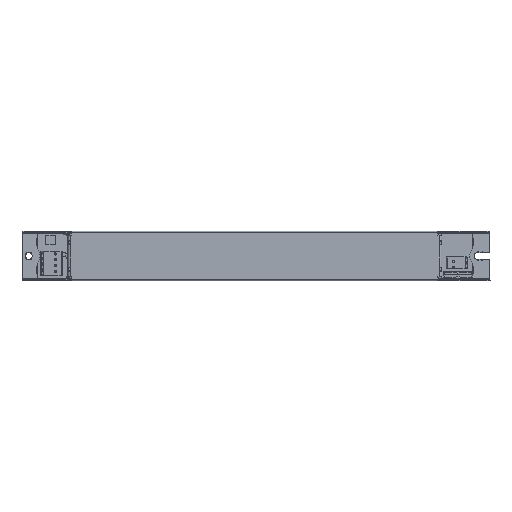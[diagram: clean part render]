
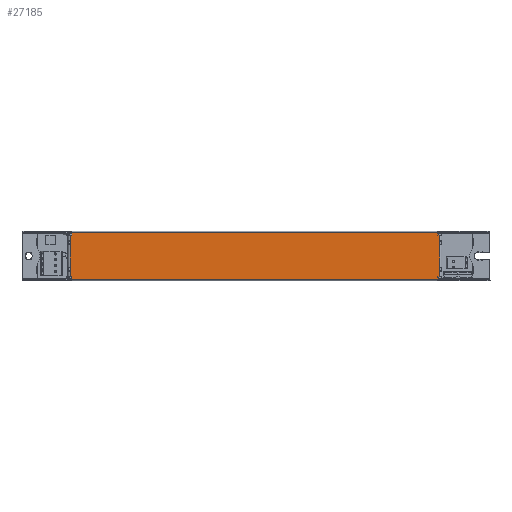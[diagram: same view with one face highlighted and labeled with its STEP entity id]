
A CAD part, top view. The second image highlights one B-rep face of the part: STEP entity #27185.
In plain terms, the highlighted planar face has unit normal (0, 0, 1).
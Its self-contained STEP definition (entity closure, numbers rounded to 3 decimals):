
#1904=FACE_OUTER_BOUND($,#3508,.T.);
#3508=EDGE_LOOP($,(#20409,#20410,#20411,#20412,#20413,#20414,#20415,#20416,
#20417,#20418,#20419,#20420,#20421,#20422,#20423,#20424,#20425,#20426,#20427,
#20428));
#5665=LINE($,#43618,#8106);
#5666=LINE($,#43621,#8107);
#5667=LINE($,#43629,#8108);
#5668=LINE($,#43632,#8109);
#5670=LINE($,#43642,#8111);
#5673=LINE($,#43654,#8114);
#5984=LINE($,#44572,#8425);
#5994=LINE($,#44591,#8435);
#5997=LINE($,#44602,#8438);
#5998=LINE($,#44604,#8439);
#5999=LINE($,#44606,#8440);
#6000=LINE($,#44607,#8441);
#6001=LINE($,#44609,#8442);
#6002=LINE($,#44611,#8443);
#6003=LINE($,#44613,#8444);
#6004=LINE($,#44614,#8445);
#8106=VECTOR($,#33450,0.381);
#8107=VECTOR($,#33453,0.381);
#8108=VECTOR($,#33458,1.463);
#8109=VECTOR($,#33461,0.381);
#8111=VECTOR($,#33467,1.463);
#8114=VECTOR($,#33474,0.381);
#8425=VECTOR($,#34357,0.104);
#8435=VECTOR($,#34381,0.104);
#8438=VECTOR($,#34396,0.104);
#8439=VECTOR($,#34397,0.13);
#8440=VECTOR($,#34398,21.9);
#8441=VECTOR($,#34399,0.13);
#8442=VECTOR($,#34400,0.104);
#8443=VECTOR($,#34401,0.13);
#8444=VECTOR($,#34402,21.9);
#8445=VECTOR($,#34403,0.13);
#9673=CIRCLE($,#28879,0.11);
#9676=CIRCLE($,#28884,0.11);
#9679=CIRCLE($,#28889,0.11);
#9682=CIRCLE($,#28894,0.11);
#11438=VERTEX_POINT($,#43047);
#11441=VERTEX_POINT($,#43115);
#11448=VERTEX_POINT($,#43193);
#11451=VERTEX_POINT($,#43261);
#11458=VERTEX_POINT($,#43339);
#11461=VERTEX_POINT($,#43407);
#11468=VERTEX_POINT($,#43485);
#11471=VERTEX_POINT($,#43553);
#11481=VERTEX_POINT($,#43616);
#11482=VERTEX_POINT($,#43620);
#11484=VERTEX_POINT($,#43631);
#11489=VERTEX_POINT($,#43652);
#11730=VERTEX_POINT($,#44571);
#11732=VERTEX_POINT($,#44590);
#11734=VERTEX_POINT($,#44601);
#11735=VERTEX_POINT($,#44603);
#11736=VERTEX_POINT($,#44605);
#11737=VERTEX_POINT($,#44608);
#11738=VERTEX_POINT($,#44610);
#11739=VERTEX_POINT($,#44612);
#14354=EDGE_CURVE($,#11438,#11441,#9673,.T.);
#14369=EDGE_CURVE($,#11448,#11451,#9676,.T.);
#14384=EDGE_CURVE($,#11458,#11461,#9679,.T.);
#14399=EDGE_CURVE($,#11468,#11471,#9682,.T.);
#14412=EDGE_CURVE($,#11461,#11481,#5665,.T.);
#14413=EDGE_CURVE($,#11482,#11448,#5666,.T.);
#14416=EDGE_CURVE($,#11451,#11458,#5667,.T.);
#14417=EDGE_CURVE($,#11484,#11468,#5668,.T.);
#14421=EDGE_CURVE($,#11471,#11438,#5670,.T.);
#14426=EDGE_CURVE($,#11441,#11489,#5673,.T.);
#14855=EDGE_CURVE($,#11730,#11482,#5984,.T.);
#14865=EDGE_CURVE($,#11732,#11484,#5994,.T.);
#14868=EDGE_CURVE($,#11489,#11734,#5997,.T.);
#14869=EDGE_CURVE($,#11734,#11735,#5998,.T.);
#14870=EDGE_CURVE($,#11736,#11735,#5999,.T.);
#14871=EDGE_CURVE($,#11736,#11730,#6000,.T.);
#14872=EDGE_CURVE($,#11481,#11737,#6001,.T.);
#14873=EDGE_CURVE($,#11737,#11738,#6002,.T.);
#14874=EDGE_CURVE($,#11738,#11739,#6003,.T.);
#14875=EDGE_CURVE($,#11739,#11732,#6004,.T.);
#20409=ORIENTED_EDGE($,*,*,#14354,.T.);
#20410=ORIENTED_EDGE($,*,*,#14426,.T.);
#20411=ORIENTED_EDGE($,*,*,#14868,.T.);
#20412=ORIENTED_EDGE($,*,*,#14869,.T.);
#20413=ORIENTED_EDGE($,*,*,#14870,.F.);
#20414=ORIENTED_EDGE($,*,*,#14871,.T.);
#20415=ORIENTED_EDGE($,*,*,#14855,.T.);
#20416=ORIENTED_EDGE($,*,*,#14413,.T.);
#20417=ORIENTED_EDGE($,*,*,#14369,.T.);
#20418=ORIENTED_EDGE($,*,*,#14416,.T.);
#20419=ORIENTED_EDGE($,*,*,#14384,.T.);
#20420=ORIENTED_EDGE($,*,*,#14412,.T.);
#20421=ORIENTED_EDGE($,*,*,#14872,.T.);
#20422=ORIENTED_EDGE($,*,*,#14873,.T.);
#20423=ORIENTED_EDGE($,*,*,#14874,.T.);
#20424=ORIENTED_EDGE($,*,*,#14875,.T.);
#20425=ORIENTED_EDGE($,*,*,#14865,.T.);
#20426=ORIENTED_EDGE($,*,*,#14417,.T.);
#20427=ORIENTED_EDGE($,*,*,#14399,.T.);
#20428=ORIENTED_EDGE($,*,*,#14421,.T.);
#24544=PLANE($,#29208);
#27185=ADVANCED_FACE($,(#1904),#24544,.T.);
#28879=AXIS2_PLACEMENT_3D($,#43146,#33374,#33375);
#28884=AXIS2_PLACEMENT_3D($,#43292,#33392,#33393);
#28889=AXIS2_PLACEMENT_3D($,#43438,#33410,#33411);
#28894=AXIS2_PLACEMENT_3D($,#43584,#33428,#33429);
#29208=AXIS2_PLACEMENT_3D($,#44600,#34394,#34395);
#33374=DIRECTION('center_axis',(0.,0.,
-1.));
#33375=DIRECTION('ref_axis',(1.,0.,0.));
#33392=DIRECTION('center_axis',(0.,0.,
-1.));
#33393=DIRECTION('ref_axis',(1.,0.,0.));
#33410=DIRECTION('center_axis',(0.,0.,
-1.));
#33411=DIRECTION('ref_axis',(1.,0.,0.));
#33428=DIRECTION('center_axis',(0.,0.,
-1.));
#33429=DIRECTION('ref_axis',(1.,0.,0.));
#33450=DIRECTION($,(0.,1.,0.));
#33453=DIRECTION($,(0.,1.,0.));
#33458=DIRECTION($,(0.,1.,0.));
#33461=DIRECTION($,(0.,-1.,0.));
#33467=DIRECTION($,(0.,-1.,0.));
#33474=DIRECTION($,(0.,-1.,0.));
#34357=DIRECTION($,(1.,0.,0.));
#34381=DIRECTION($,(-1.,0.,0.));
#34394=DIRECTION('center_axis',(0.,0.,
1.));
#34395=DIRECTION('ref_axis',(-1.,0.,0.));
#34396=DIRECTION($,(1.,0.,0.));
#34397=DIRECTION($,(0.,-1.,0.));
#34398=DIRECTION($,(-1.,0.,0.));
#34399=DIRECTION($,(0.,1.,0.));
#34400=DIRECTION($,(-1.,0.,0.));
#34401=DIRECTION($,(0.,1.,0.));
#34402=DIRECTION($,(-1.,0.,0.));
#34403=DIRECTION($,(0.,-1.,0.));
#43047=CARTESIAN_POINT('',(-8.458,5.191,-3.406));
#43115=CARTESIAN_POINT('',(-8.458,5.054,-3.406));
#43146=CARTESIAN_POINT('Origin',(-8.544,5.123,-3.406));
#43193=CARTESIAN_POINT('',(13.65,5.054,-3.406));
#43261=CARTESIAN_POINT('',(13.65,5.191,-3.406));
#43292=CARTESIAN_POINT('Origin',(13.736,5.123,-3.406));
#43339=CARTESIAN_POINT('',(13.65,6.654,-3.406));
#43407=CARTESIAN_POINT('',(13.65,6.791,-3.406));
#43438=CARTESIAN_POINT('Origin',(13.736,6.723,-3.406));
#43485=CARTESIAN_POINT('',(-8.458,6.791,-3.406));
#43553=CARTESIAN_POINT('',(-8.458,6.654,-3.406));
#43584=CARTESIAN_POINT('Origin',(-8.544,6.723,-3.406));
#43616=CARTESIAN_POINT('',(13.65,7.173,-3.406));
#43618=CARTESIAN_POINT($,(13.65,5.988,-3.406));
#43620=CARTESIAN_POINT('',(13.65,4.673,-3.406));
#43621=CARTESIAN_POINT($,(13.65,5.988,-3.406));
#43629=CARTESIAN_POINT($,(13.65,5.988,-3.406));
#43631=CARTESIAN_POINT('',(-8.458,7.173,-3.406));
#43632=CARTESIAN_POINT($,(-8.458,5.988,-3.406));
#43642=CARTESIAN_POINT($,(-8.458,5.988,-3.406));
#43652=CARTESIAN_POINT('',(-8.458,4.673,-3.406));
#43654=CARTESIAN_POINT($,(-8.458,5.988,-3.406));
#44571=CARTESIAN_POINT('',(13.546,4.673,-3.406));
#44572=CARTESIAN_POINT($,(13.546,4.673,-3.406));
#44590=CARTESIAN_POINT('',(-8.354,7.173,-3.406));
#44591=CARTESIAN_POINT($,(-8.354,7.173,-3.406));
#44600=CARTESIAN_POINT('Origin',(13.546,7.303,-3.406));
#44601=CARTESIAN_POINT('',(-8.354,4.673,-3.406));
#44602=CARTESIAN_POINT($,(-8.594,4.673,-3.406));
#44603=CARTESIAN_POINT('',(-8.354,4.543,-3.406));
#44604=CARTESIAN_POINT($,(-8.354,4.543,-3.406));
#44605=CARTESIAN_POINT('',(13.546,4.543,-3.406));
#44606=CARTESIAN_POINT($,(13.546,4.543,-3.406));
#44607=CARTESIAN_POINT($,(13.546,4.543,-3.406));
#44608=CARTESIAN_POINT('',(13.546,7.173,-3.406));
#44609=CARTESIAN_POINT($,(13.786,7.173,-3.406));
#44610=CARTESIAN_POINT('',(13.546,7.303,-3.406));
#44611=CARTESIAN_POINT($,(13.546,4.543,-3.406));
#44612=CARTESIAN_POINT('',(-8.354,7.303,-3.406));
#44613=CARTESIAN_POINT($,(13.546,7.303,-3.406));
#44614=CARTESIAN_POINT($,(-8.354,4.543,-3.406));
